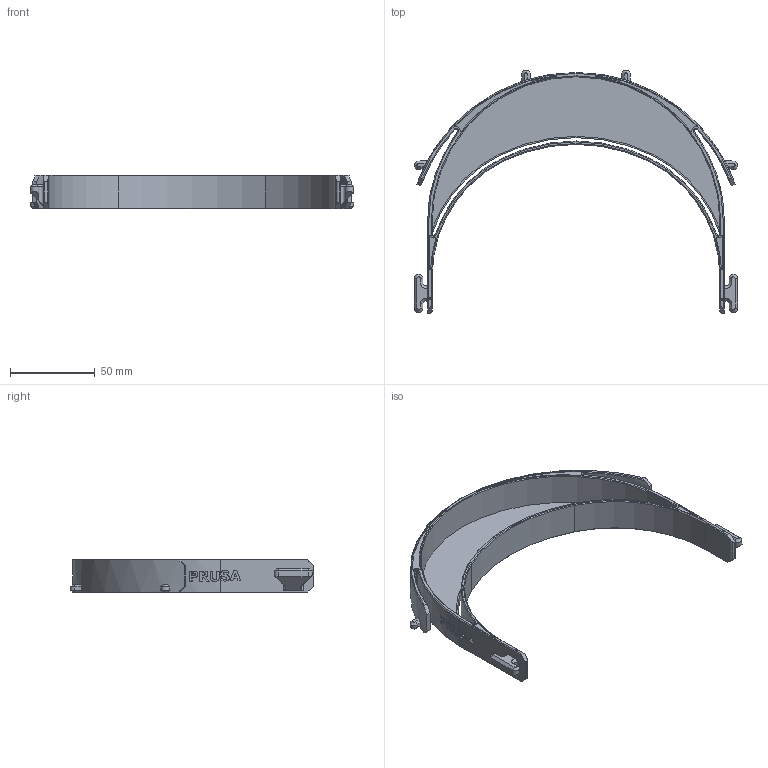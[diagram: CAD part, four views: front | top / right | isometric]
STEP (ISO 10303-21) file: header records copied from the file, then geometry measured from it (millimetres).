
FILE_DESCRIPTION(('HOOPS Exchange Step'),'2;1');
FILE_NAME('temp_export.step','2020-03-26T13:37:54-07:00',('mobile'),('Shapr3D Limited'),'HOOPS Exchange 2018.1','Shapr3D','Authorized');
FILE_SCHEMA( ('AP203_CONFIGURATION_CONTROLLED_3D_DESIGN_OF_MECHANICAL_PARTS_AND_ASSEMBLIES_MIM_LF') );
Length unit declared in the file: millimetre
Products named in the file (1): Body 06
Bounding box: 191.02 x 143.77 x 20 mm (x, y, z)
Volume: 43511.1 mm3; surface area: 45010.9 mm2
Topology: 1 solids, 1 shells, 448 faces, 1188 edges, 772 vertices
Faces by surface type: plane 196, bspline 120, cylinder 83, cone 49
Full cylindrical faces by diameter (mm): 1 x4
Entity records: 15673 total; most frequent: CARTESIAN_POINT 5281, ORIENTED_EDGE 2376, DIRECTION 1773, EDGE_CURVE 1188, VERTEX_POINT 772, VECTOR 649, LINE 649, AXIS2_PLACEMENT_3D 562
